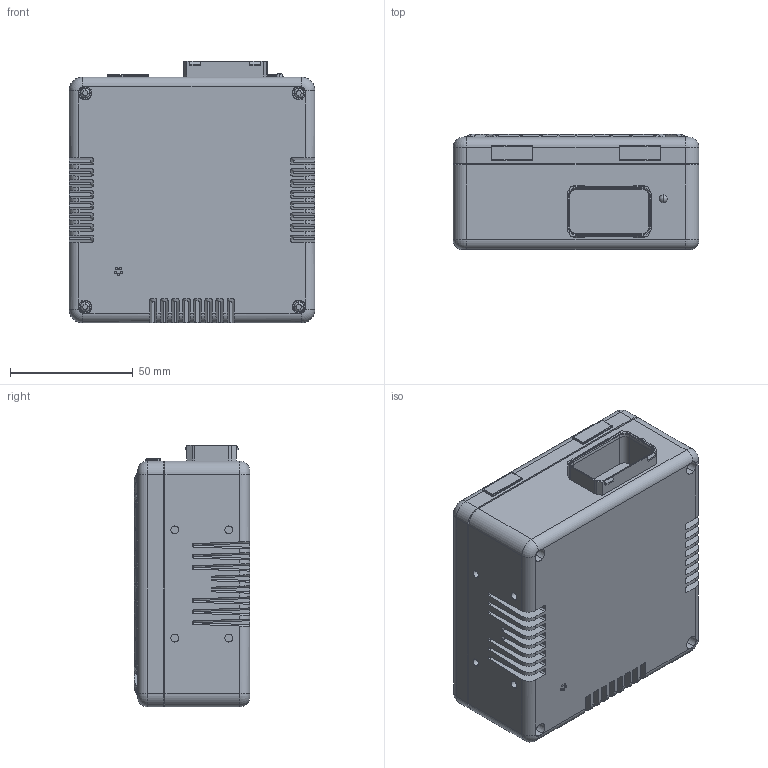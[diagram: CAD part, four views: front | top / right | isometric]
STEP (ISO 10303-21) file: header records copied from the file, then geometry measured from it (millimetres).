
FILE_DESCRIPTION(('CATIA V5 STEP Exchange','CAx-IF Rec.Pracs.--- Model Styling and Organization---1.4--- 2014-01-23'),'2;1');
FILE_NAME ('015876-3_1', '2020-03-10T07:26:51+00:00', ('none'), ('Weidmueller'), 'CATIA Version 5-6 Release 2016 SP3 HF44', 'CATIA V5 STEP AP214', 'none');
FILE_SCHEMA(('AUTOMOTIVE_DESIGN { 1 0 10303 214 1 1 1 1 }'));
Length unit declared in the file: millimetre
Products named in the file (1): 1547450000
Bounding box: 100 x 47.01 x 106.5 mm (x, y, z)
Volume: 487933.4 mm3; surface area: 93513 mm2
Topology: 10 solids, 11 shells, 1148 faces, 2957 edges, 1860 vertices
Faces by surface type: plane 544, cylinder 414, bspline 60, cone 58, torus 36, sphere 20, extrusion 16
Entity records: 39035 total; most frequent: CARTESIAN_POINT 14670, ORIENTED_EDGE 5870, DIRECTION 3535, EDGE_CURVE 2935, VERTEX_POINT 1860, VECTOR 1650, LINE 1634, AXIS2_PLACEMENT_3D 1250
